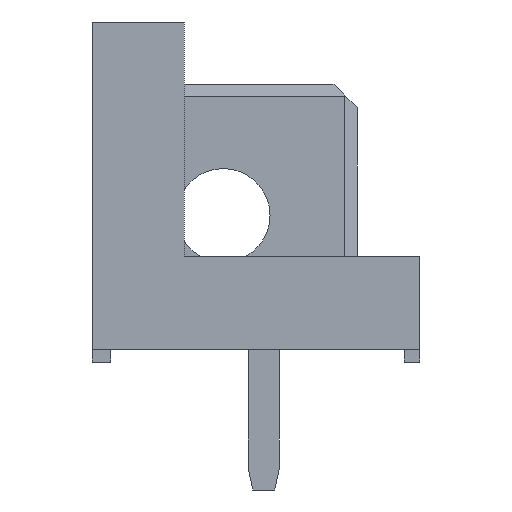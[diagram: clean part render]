
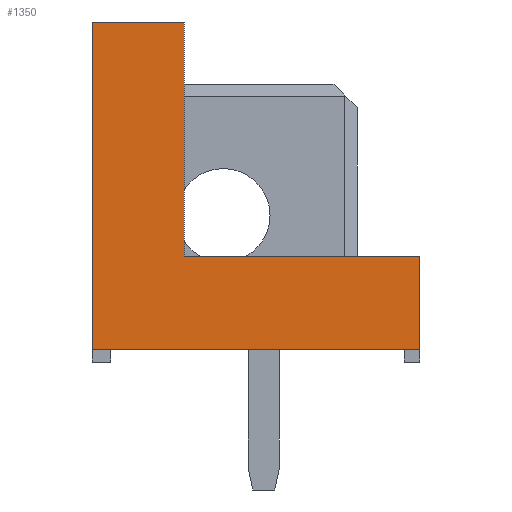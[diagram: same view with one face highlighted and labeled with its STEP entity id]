
A CAD part, left-side view. The second image highlights one B-rep face of the part: STEP entity #1350.
In plain terms, the highlighted planar face has unit normal (-1, 0, 0).
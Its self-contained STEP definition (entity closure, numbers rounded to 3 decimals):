
#1350 = ADVANCED_FACE( '', ( #2806 ), #2807, .F. );
#2806 = FACE_OUTER_BOUND( '', #4394, .T. );
#2807 = PLANE( '', #4395 );
#4394 = EDGE_LOOP( '', ( #8344, #8345, #8346, #8347, #8348, #8349 ) );
#4395 = AXIS2_PLACEMENT_3D( '', #8350, #8351, #8352 );
#8344 = ORIENTED_EDGE( '', *, *, #10056, .F. );
#8345 = ORIENTED_EDGE( '', *, *, #11372, .F. );
#8346 = ORIENTED_EDGE( '', *, *, #10687, .F. );
#8347 = ORIENTED_EDGE( '', *, *, #10895, .F. );
#8348 = ORIENTED_EDGE( '', *, *, #10552, .F. );
#8349 = ORIENTED_EDGE( '', *, *, #11598, .F. );
#8350 = CARTESIAN_POINT( '', ( -27.5, 0., 0. ) );
#8351 = DIRECTION( '', ( 1., 0., 0. ) );
#8352 = DIRECTION( '', ( 0., 0., -1. ) );
#10056 = EDGE_CURVE( '', #12131, #12132, #12133, .T. );
#10552 = EDGE_CURVE( '', #12987, #12989, #12990, .T. );
#10687 = EDGE_CURVE( '', #13220, #13222, #13223, .T. );
#10895 = EDGE_CURVE( '', #12989, #13220, #13529, .T. );
#11372 = EDGE_CURVE( '', #13222, #12131, #14189, .T. );
#11598 = EDGE_CURVE( '', #12132, #12987, #14479, .T. );
#12131 = VERTEX_POINT( '', #15136 );
#12132 = VERTEX_POINT( '', #15137 );
#12133 = LINE( '', #15138, #15139 );
#12987 = VERTEX_POINT( '', #16397 );
#12989 = VERTEX_POINT( '', #16400 );
#12990 = LINE( '', #16401, #16402 );
#13220 = VERTEX_POINT( '', #16758 );
#13222 = VERTEX_POINT( '', #16761 );
#13223 = LINE( '', #16762, #16763 );
#13529 = LINE( '', #17226, #17227 );
#14189 = LINE( '', #18245, #18246 );
#14479 = LINE( '', #18705, #18706 );
#15136 = CARTESIAN_POINT( '', ( -27.5, -3.775, -6.75 ) );
#15137 = CARTESIAN_POINT( '', ( -27.5, 6.725, -6.75 ) );
#15138 = CARTESIAN_POINT( '', ( -27.5, 0., -6.75 ) );
#15139 = VECTOR( '', #19267, 1000. );
#16397 = CARTESIAN_POINT( '', ( -27.5, 6.725, 3.75 ) );
#16400 = CARTESIAN_POINT( '', ( -27.5, 3.775, 3.75 ) );
#16401 = CARTESIAN_POINT( '', ( -27.5, 3.775, 3.75 ) );
#16402 = VECTOR( '', #19679, 1000. );
#16758 = CARTESIAN_POINT( '', ( -27.5, 3.775, -3.75 ) );
#16761 = CARTESIAN_POINT( '', ( -27.5, -3.775, -3.75 ) );
#16762 = CARTESIAN_POINT( '', ( -27.5, 3.775, -3.75 ) );
#16763 = VECTOR( '', #19807, 1000. );
#17226 = CARTESIAN_POINT( '', ( -27.5, 3.775, 3.75 ) );
#17227 = VECTOR( '', #19965, 1000. );
#18245 = CARTESIAN_POINT( '', ( -27.5, -3.775, -7.15 ) );
#18246 = VECTOR( '', #20324, 1000. );
#18705 = CARTESIAN_POINT( '', ( -27.5, 6.725, 3.75 ) );
#18706 = VECTOR( '', #20494, 1000. );
#19267 = DIRECTION( '', ( 0., 1., 0. ) );
#19679 = DIRECTION( '', ( 0., -1., 0. ) );
#19807 = DIRECTION( '', ( 0., -1., 0. ) );
#19965 = DIRECTION( '', ( 0., 0., -1. ) );
#20324 = DIRECTION( '', ( 0., 0., -1. ) );
#20494 = DIRECTION( '', ( 0., 0., 1. ) );
